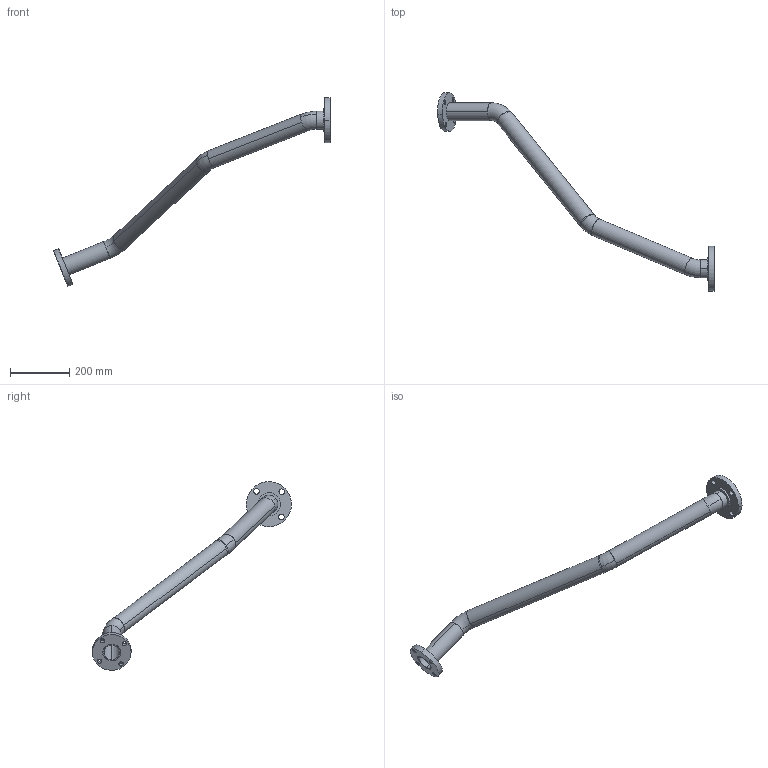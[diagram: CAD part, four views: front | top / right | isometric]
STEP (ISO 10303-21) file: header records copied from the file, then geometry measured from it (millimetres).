
FILE_DESCRIPTION (( 'STEP AP203' ), '1' );
FILE_NAME ('3974-13-50-015_REV_.step', '2026-02-01T23:40:42', ( '' ), ( '' ), 'SwSTEP 2.0', 'SolidWorks 2025', '' );
FILE_SCHEMA (( 'CONFIG_CONTROL_DESIGN' ));
Length unit declared in the file: millimetre
Products named in the file (6): OEM-50-LR-40-316L_45 DEGREE; OEM-50-150-SO-316L; 3974-13-50-015_REV_; 3435-50-015-02_Default<As Machined>; OEM-50-LR-40-316L_30 DEGREES; OEM-50NB-JIS5K-P-316L_Default<As Machined>
Assembly tree (6 placements, depth 2):
  3974-13-50-015_REV_
    3435-50-015-02_Default<As Machined>
    OEM-50NB-JIS5K-P-316L_Default<As Machined>
    OEM-50-150-SO-316L
    OEM-50-LR-40-316L_30 DEGREES  x2
    OEM-50-LR-40-316L_45 DEGREE
Bounding box: 934.34 x 670.95 x 636.22 mm (x, y, z)
Volume: 1297526.6 mm3; surface area: 528906.8 mm2
Topology: 9 solids, 9 shells, 76 faces, 168 edges, 112 vertices
Faces by surface type: cylinder 44, plane 20, torus 12
Entity records: 2734 total; most frequent: DIRECTION 426, CARTESIAN_POINT 339, ORIENTED_EDGE 312, AXIS2_PLACEMENT_3D 191, EDGE_CURVE 156, CIRCLE 112, VERTEX_POINT 104, EDGE_LOOP 104
